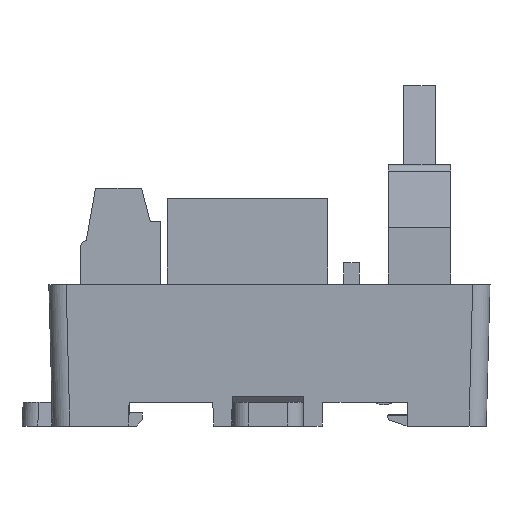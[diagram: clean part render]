
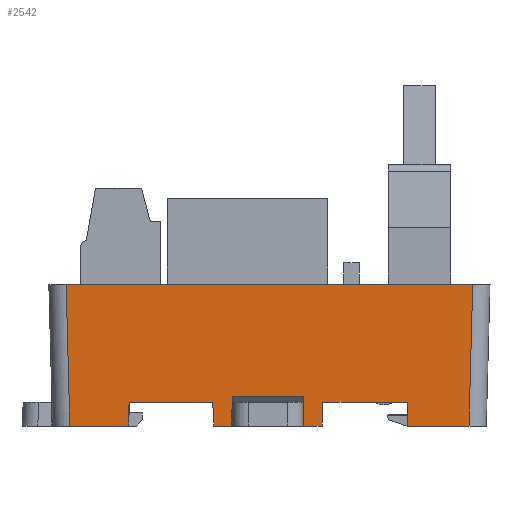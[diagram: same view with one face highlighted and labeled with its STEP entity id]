
A CAD part, left-side view. The second image highlights one B-rep face of the part: STEP entity #2542.
In plain terms, the highlighted planar face has unit normal (-1, 0, -0.026).
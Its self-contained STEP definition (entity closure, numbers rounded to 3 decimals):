
#1724=FACE_OUTER_BOUND('',#4521,.T.);
#2542=ADVANCED_FACE('',(#1724),#3391,.T.);
#3391=PLANE('',#17575);
#4521=EDGE_LOOP('',(#6329,#6330,#6331,#6332,#6333,#6334,#6335,#6336,#6337,
#6338,#6339,#6340,#6341,#6342,#6343,#6344));
#6329=ORIENTED_EDGE('',*,*,#11703,.T.);
#6330=ORIENTED_EDGE('',*,*,#11975,.F.);
#6331=ORIENTED_EDGE('',*,*,#11976,.T.);
#6332=ORIENTED_EDGE('',*,*,#11977,.F.);
#6333=ORIENTED_EDGE('',*,*,#11978,.T.);
#6334=ORIENTED_EDGE('',*,*,#11979,.F.);
#6335=ORIENTED_EDGE('',*,*,#11980,.T.);
#6336=ORIENTED_EDGE('',*,*,#11981,.T.);
#6337=ORIENTED_EDGE('',*,*,#11689,.T.);
#6338=ORIENTED_EDGE('',*,*,#11968,.T.);
#6339=ORIENTED_EDGE('',*,*,#11893,.T.);
#6340=ORIENTED_EDGE('',*,*,#11971,.T.);
#6341=ORIENTED_EDGE('',*,*,#11871,.F.);
#6342=ORIENTED_EDGE('',*,*,#11974,.T.);
#6343=ORIENTED_EDGE('',*,*,#11889,.T.);
#6344=ORIENTED_EDGE('',*,*,#11906,.F.);
#10133=VERTEX_POINT('',#23314);
#10134=VERTEX_POINT('',#23316);
#10147=VERTEX_POINT('',#23342);
#10148=VERTEX_POINT('',#23344);
#10273=VERTEX_POINT('',#23680);
#10274=VERTEX_POINT('',#23681);
#10284=VERTEX_POINT('',#23710);
#10285=VERTEX_POINT('',#23712);
#10288=VERTEX_POINT('',#23719);
#10289=VERTEX_POINT('',#23721);
#10330=VERTEX_POINT('',#23887);
#10331=VERTEX_POINT('',#23889);
#10332=VERTEX_POINT('',#23891);
#10333=VERTEX_POINT('',#23893);
#10334=VERTEX_POINT('',#23895);
#10335=VERTEX_POINT('',#23897);
#11689=EDGE_CURVE('',#10134,#10133,#13890,.T.);
#11703=EDGE_CURVE('',#10148,#10147,#13902,.T.);
#11871=EDGE_CURVE('',#10273,#10274,#14065,.T.);
#11889=EDGE_CURVE('',#10285,#10284,#14079,.T.);
#11893=EDGE_CURVE('',#10289,#10288,#14081,.T.);
#11906=EDGE_CURVE('',#10148,#10284,#14093,.T.);
#11968=EDGE_CURVE('',#10133,#10289,#14151,.T.);
#11971=EDGE_CURVE('',#10288,#10274,#14154,.T.);
#11974=EDGE_CURVE('',#10273,#10285,#14157,.T.);
#11975=EDGE_CURVE('',#10330,#10147,#14158,.T.);
#11976=EDGE_CURVE('',#10330,#10331,#14159,.T.);
#11977=EDGE_CURVE('',#10332,#10331,#14160,.T.);
#11978=EDGE_CURVE('',#10332,#10333,#14161,.T.);
#11979=EDGE_CURVE('',#10334,#10333,#14162,.T.);
#11980=EDGE_CURVE('',#10334,#10335,#14163,.T.);
#11981=EDGE_CURVE('',#10335,#10134,#14164,.T.);
#13890=LINE('',#23315,#15783);
#13902=LINE('',#23343,#15795);
#14065=LINE('',#23679,#15958);
#14079=LINE('',#23711,#15972);
#14081=LINE('',#23720,#15974);
#14093=LINE('',#23745,#15986);
#14151=LINE('',#23872,#16044);
#14154=LINE('',#23877,#16047);
#14157=LINE('',#23884,#16050);
#14158=LINE('',#23886,#16051);
#14159=LINE('',#23888,#16052);
#14160=LINE('',#23890,#16053);
#14161=LINE('',#23892,#16054);
#14162=LINE('',#23894,#16055);
#14163=LINE('',#23896,#16056);
#14164=LINE('',#23898,#16057);
#15783=VECTOR('',#18911,1.);
#15795=VECTOR('',#18927,1.);
#15958=VECTOR('',#19186,1.);
#15972=VECTOR('',#19212,1.);
#15974=VECTOR('',#19220,1.);
#15986=VECTOR('',#19240,1.);
#16044=VECTOR('',#19372,1.);
#16047=VECTOR('',#19379,1.);
#16050=VECTOR('',#19390,1.);
#16051=VECTOR('',#19393,1.);
#16052=VECTOR('',#19394,1.);
#16053=VECTOR('',#19395,1.);
#16054=VECTOR('',#19396,1.);
#16055=VECTOR('',#19397,1.);
#16056=VECTOR('',#19398,1.);
#16057=VECTOR('',#19399,1.);
#17575=AXIS2_PLACEMENT_3D('',#23899,#19400,#19401);
#18911=DIRECTION('',(0.,-1.,0.));
#18927=DIRECTION('',(0.,-1.,0.));
#19186=DIRECTION('',(0.,-1.,0.));
#19212=DIRECTION('',(0.,-1.,0.));
#19220=DIRECTION('',(0.,-1.,0.));
#19240=DIRECTION('',(0.026,0.017,-1.));
#19372=DIRECTION('',(0.026,-0.017,-1.));
#19379=DIRECTION('',(-0.026,-0.026,0.999));
#19390=DIRECTION('',(0.026,-0.026,-0.999));
#19393=DIRECTION('',(-0.026,0.035,0.999));
#19394=DIRECTION('',(0.,-1.,0.));
#19395=DIRECTION('',(0.026,0.009,-1.));
#19396=DIRECTION('',(0.,-1.,0.));
#19397=DIRECTION('',(-0.026,0.009,1.));
#19398=DIRECTION('',(0.,-1.,0.));
#19399=DIRECTION('',(-0.026,-0.035,0.999));
#19400=DIRECTION('',(-1.,0.,-0.026));
#19401=DIRECTION('',(0.026,0.,-1.));
#23314=CARTESIAN_POINT('',(-1.718,256.707,171.75));
#23315=CARTESIAN_POINT('',(-1.718,274.457,171.75));
#23316=CARTESIAN_POINT('',(-1.718,267.457,171.75));
#23342=CARTESIAN_POINT('',(-1.718,281.457,171.75));
#23343=CARTESIAN_POINT('',(-1.718,274.457,171.75));
#23344=CARTESIAN_POINT('',(-1.718,292.107,171.75));
#23679=CARTESIAN_POINT('',(-2.111,273.957,186.75));
#23680=CARTESIAN_POINT('',(-2.111,300.108,186.75));
#23681=CARTESIAN_POINT('',(-2.111,248.406,186.75));
#23710=CARTESIAN_POINT('',(-1.64,292.159,168.75));
#23711=CARTESIAN_POINT('',(-1.64,274.457,168.75));
#23712=CARTESIAN_POINT('',(-1.64,299.636,168.75));
#23719=CARTESIAN_POINT('',(-1.64,248.877,168.75));
#23720=CARTESIAN_POINT('',(-1.64,273.957,168.75));
#23721=CARTESIAN_POINT('',(-1.64,256.655,168.75));
#23745=CARTESIAN_POINT('',(-1.687,292.128,170.546));
#23872=CARTESIAN_POINT('',(-2.119,256.974,187.044));
#23877=CARTESIAN_POINT('',(-2.094,248.423,186.09));
#23884=CARTESIAN_POINT('',(-2.094,300.09,186.09));
#23886=CARTESIAN_POINT('',(-1.687,281.415,170.548));
#23887=CARTESIAN_POINT('',(-1.64,281.352,168.75));
#23888=CARTESIAN_POINT('',(-1.64,274.457,168.75));
#23889=CARTESIAN_POINT('',(-1.64,279.033,168.75));
#23890=CARTESIAN_POINT('',(-2.112,278.876,186.79));
#23891=CARTESIAN_POINT('',(-1.737,279.001,172.476));
#23892=CARTESIAN_POINT('',(-1.737,65.012,172.476));
#23893=CARTESIAN_POINT('',(-1.737,269.913,172.476));
#23894=CARTESIAN_POINT('',(-2.112,270.038,186.782));
#23895=CARTESIAN_POINT('',(-1.64,269.881,168.75));
#23896=CARTESIAN_POINT('',(-1.64,274.457,168.75));
#23897=CARTESIAN_POINT('',(-1.64,267.562,168.75));
#23898=CARTESIAN_POINT('',(-2.105,266.942,186.503));
#23899=CARTESIAN_POINT('',(-2.111,273.957,186.747));
